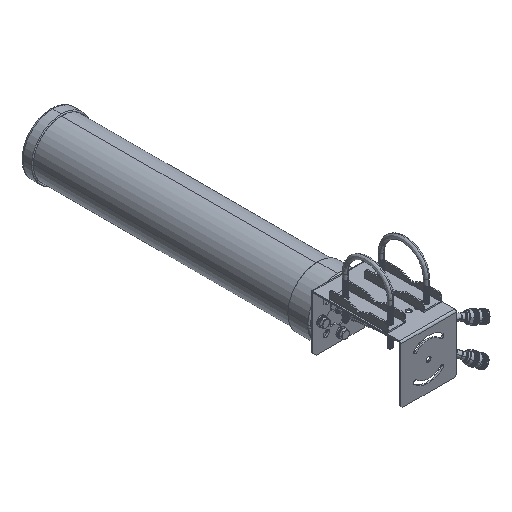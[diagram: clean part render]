
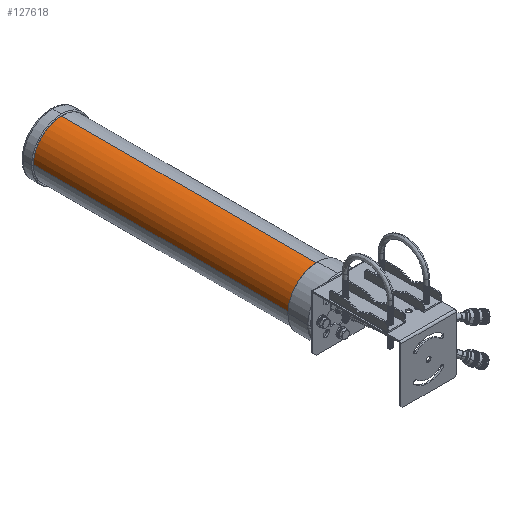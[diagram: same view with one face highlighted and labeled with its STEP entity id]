
A CAD part, isometric view. The second image highlights one B-rep face of the part: STEP entity #127618.
In plain terms, the highlighted cylindrical face has radius 37.5 mm (diameter 75 mm), a partial arc.
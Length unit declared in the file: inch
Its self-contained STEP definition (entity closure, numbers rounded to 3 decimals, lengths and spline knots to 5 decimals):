
#3737 = EDGE_CURVE ( 'NONE', #233435, #110384, #25611, .T. ) ;
#16640 = LINE ( 'NONE', #202058, #135591 ) ;
#17956 = DIRECTION ( 'NONE',  ( 0., 1., 0. ) ) ;
#23089 = ORIENTED_EDGE ( 'NONE', *, *, #35490, .F. ) ;
#24680 = FACE_OUTER_BOUND ( 'NONE', #174139, .T. ) ;
#25611 = LINE ( 'NONE', #235157, #118659 ) ;
#31640 = AXIS2_PLACEMENT_3D ( 'NONE', #53202, #135179, #196984 ) ;
#35490 = EDGE_CURVE ( 'NONE', #157642, #46691, #16640, .T. ) ;
#46691 = VERTEX_POINT ( 'NONE', #123400 ) ;
#49146 = CARTESIAN_POINT ( 'NONE',  ( 0., 14.4872, 0. ) ) ;
#53202 = CARTESIAN_POINT ( 'NONE',  ( 0., -0.49213, 0. ) ) ;
#63372 = CARTESIAN_POINT ( 'NONE',  ( 0., 14.4872, 1.47638 ) ) ;
#80072 = EDGE_CURVE ( 'NONE', #110384, #46691, #201809, .T. ) ;
#85780 = AXIS2_PLACEMENT_3D ( 'NONE', #49146, #93469, #237163 ) ;
#93469 = DIRECTION ( 'NONE',  ( 0., -1., 0. ) ) ;
#99373 = EDGE_CURVE ( 'NONE', #157642, #233435, #254876, .T. ) ;
#107643 = DIRECTION ( 'NONE',  ( 0., 1., 0. ) ) ;
#108037 = CARTESIAN_POINT ( 'NONE',  ( 0., -0.49213, 0. ) ) ;
#110384 = VERTEX_POINT ( 'NONE', #63372 ) ;
#118659 = VECTOR ( 'NONE', #107643, 39.37008 ) ;
#123400 = CARTESIAN_POINT ( 'NONE',  ( -1.47638, 14.4872, 0. ) ) ;
#127618 = ADVANCED_FACE ( 'NONE', ( #24680 ), #188642, .T. ) ;
#135179 = DIRECTION ( 'NONE',  ( 0., 1., 0. ) ) ;
#135591 = VECTOR ( 'NONE', #17956, 39.37008 ) ;
#157642 = VERTEX_POINT ( 'NONE', #229749 ) ;
#169603 = ORIENTED_EDGE ( 'NONE', *, *, #99373, .T. ) ;
#169820 = DIRECTION ( 'NONE',  ( 0., 0., 1. ) ) ;
#174139 = EDGE_LOOP ( 'NONE', ( #169603, #249006, #255185, #23089 ) ) ;
#186976 = CARTESIAN_POINT ( 'NONE',  ( 0., -0.49213, 1.47638 ) ) ;
#188642 = CYLINDRICAL_SURFACE ( 'NONE', #265719, 1.47638 ) ;
#189973 = DIRECTION ( 'NONE',  ( 0., 1., 0. ) ) ;
#196984 = DIRECTION ( 'NONE',  ( 0., 0., 1. ) ) ;
#201809 = CIRCLE ( 'NONE', #85780, 1.47638 ) ;
#202058 = CARTESIAN_POINT ( 'NONE',  ( -1.47638, -0.49213, 0. ) ) ;
#229749 = CARTESIAN_POINT ( 'NONE',  ( -1.47638, -0.49213, 0. ) ) ;
#233435 = VERTEX_POINT ( 'NONE', #186976 ) ;
#235157 = CARTESIAN_POINT ( 'NONE',  ( 0., -0.49213, 1.47638 ) ) ;
#237163 = DIRECTION ( 'NONE',  ( 0., 0., 1. ) ) ;
#249006 = ORIENTED_EDGE ( 'NONE', *, *, #3737, .T. ) ;
#254876 = CIRCLE ( 'NONE', #31640, 1.47638 ) ;
#255185 = ORIENTED_EDGE ( 'NONE', *, *, #80072, .T. ) ;
#265719 = AXIS2_PLACEMENT_3D ( 'NONE', #108037, #189973, #169820 ) ;
